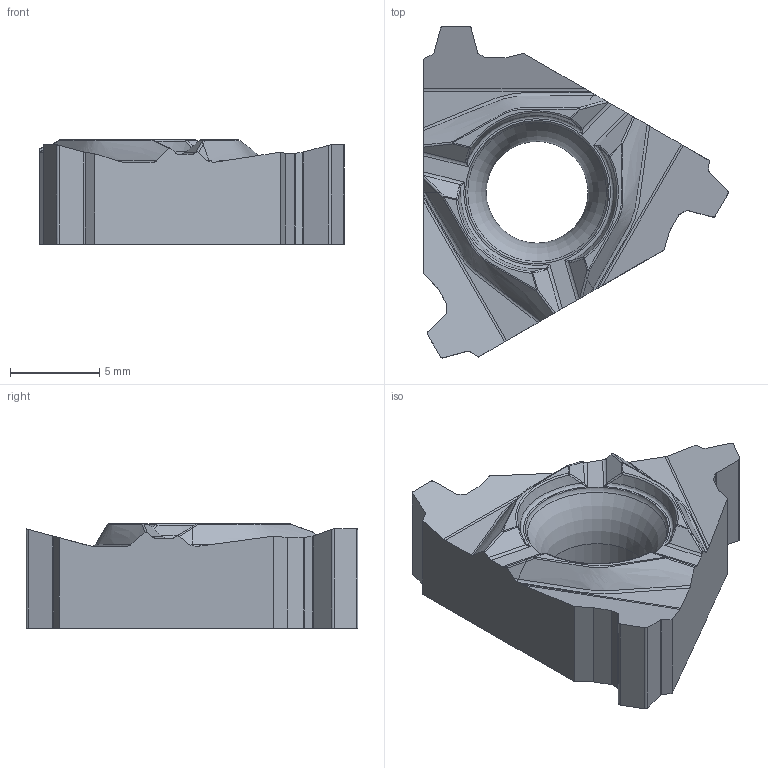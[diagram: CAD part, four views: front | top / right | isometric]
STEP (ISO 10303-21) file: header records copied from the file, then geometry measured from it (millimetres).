
FILE_DESCRIPTION(/* description */ (''),/* implementation_level */ '2;1');
FILE_NAME(/* name */ '1580973893893.stp',/* time_stamp */ '2020-02-06T12:55:03+05:00',/* author */ (''),/* organization */ ('SMS'),/* preprocessor_version */ 'ST-DEVELOPER v16.7',/* originating_system */ 'SIEMENS PLM Software NX 12.0',/* authorisation */ '');
FILE_SCHEMA (('AUTOMOTIVE_DESIGN { 1 0 10303 214 3 1 1 1 }'));
Length unit declared in the file: millimetre
Products named in the file (1): 202472592mod000_00
Bounding box: 17.05 x 18.58 x 5.84 mm (x, y, z)
Volume: 807.5 mm3; surface area: 745 mm2
Topology: 1 solids, 1 shells, 140 faces, 365 edges, 217 vertices
Faces by surface type: plane 44, cylinder 40, bspline 33, sphere 12, torus 8, cone 3
Full cylindrical faces by diameter (mm): 5.7 x1
Entity records: 5806 total; most frequent: CARTESIAN_POINT 2592, ORIENTED_EDGE 698, DIRECTION 622, EDGE_CURVE 349, AXIS2_PLACEMENT_3D 236, VERTEX_POINT 214, LINE 150, VECTOR 150
